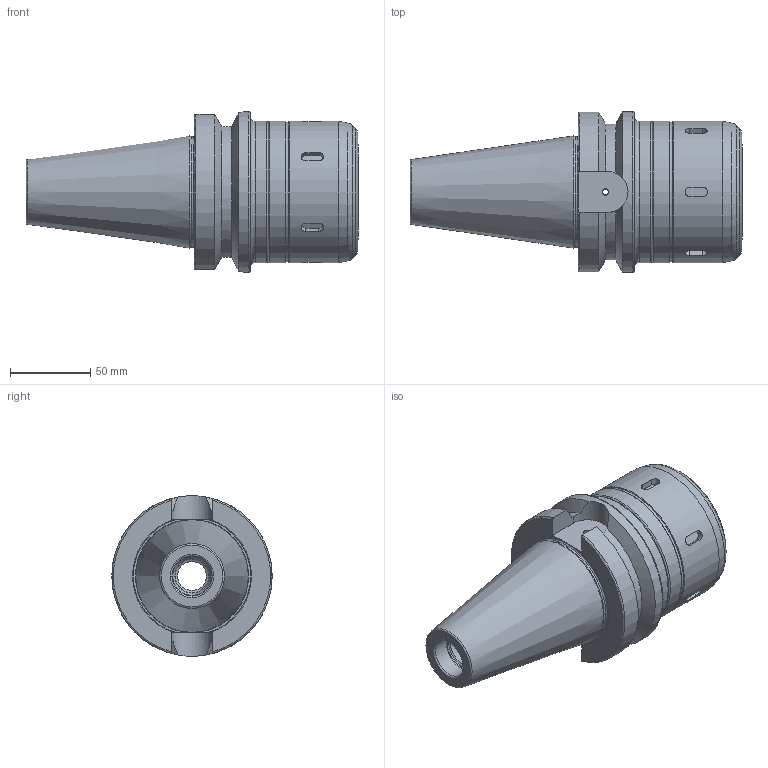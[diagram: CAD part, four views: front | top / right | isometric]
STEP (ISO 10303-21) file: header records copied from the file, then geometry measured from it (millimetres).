
FILE_DESCRIPTION((''),'2;1');
FILE_NAME('314040542105-3D.stp','2020-04-01T13:36:06',('nttooll'),(''),'Autodesk Inventor 2012','Autodesk Inventor 2012','');
FILE_SCHEMA(('AUTOMOTIVE_DESIGN { 1 0 10303 214 1 1 1 1 }'));
Length unit declared in the file: millimetre
Products named in the file (1): 314040542105-3D
Bounding box: 206.8 x 100 x 100 mm (x, y, z)
Volume: 691390.7 mm3; surface area: 88526.9 mm2
Topology: 1 solids, 1 shells, 109 faces, 246 edges, 155 vertices
Faces by surface type: cylinder 38, plane 38, cone 17, torus 16
Full cylindrical faces by diameter (mm): 3.4 x2, 4 x2, 18 x1, 21 x1, 21.3 x1, 24 x1, 25 x1, 25.4 x1, 42 x1, 42.2 x1, 42.5 x1, 68.9 x1, 71 x1, 87 x1, 88 x3, 100 x1
Entity records: 3098 total; most frequent: CARTESIAN_POINT 836, DIRECTION 466, ORIENTED_EDGE 392, AXIS2_PLACEMENT_3D 196, EDGE_CURVE 196, EDGE_LOOP 176, VERTEX_POINT 150, FACE_OUTER_BOUND 109
